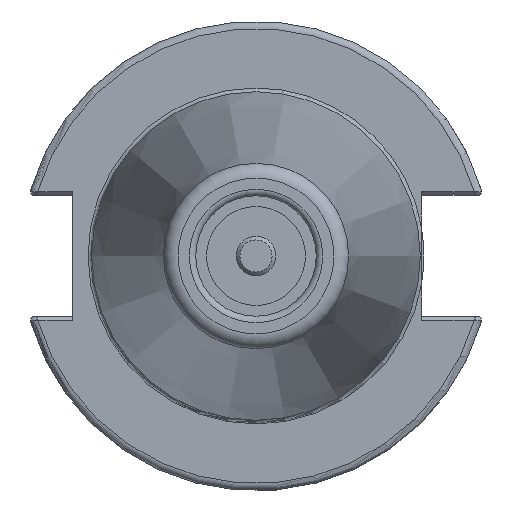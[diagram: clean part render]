
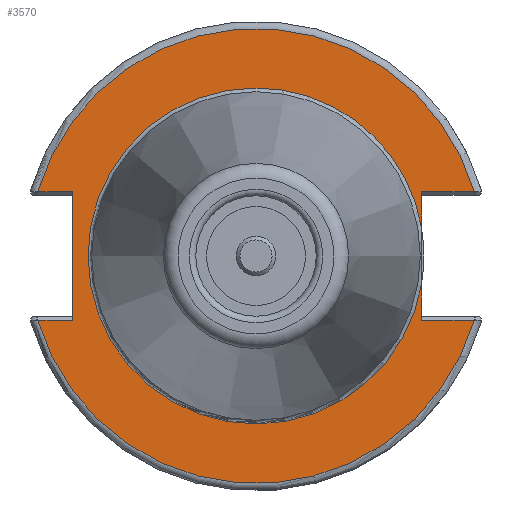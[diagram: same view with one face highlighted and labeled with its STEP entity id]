
A CAD part, left-side view. The second image highlights one B-rep face of the part: STEP entity #3570.
In plain terms, the highlighted planar face has unit normal (-1, 0, 0).
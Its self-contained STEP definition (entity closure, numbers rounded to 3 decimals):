
#116=PLANE('',#3876);
#273=LINE('',#5544,#573);
#275=LINE('',#5612,#575);
#276=LINE('',#5618,#576);
#277=LINE('',#5620,#577);
#278=LINE('',#5624,#578);
#279=LINE('',#5626,#579);
#280=LINE('',#5627,#580);
#573=VECTOR('',#4396,10.);
#575=VECTOR('',#4414,10.);
#576=VECTOR('',#4419,10.);
#577=VECTOR('',#4420,10.);
#578=VECTOR('',#4423,10.);
#579=VECTOR('',#4424,10.);
#580=VECTOR('',#4425,10.);
#907=FACE_OUTER_BOUND('',#1131,.T.);
#1131=EDGE_LOOP('',(#2665,#2666,#2667,#2668,#2669,#2670,#2671,#2672,#2673,
#2674,#2675));
#1426=CIRCLE('',#3875,30.775);
#1427=CIRCLE('',#3877,22.725);
#1428=CIRCLE('',#3878,22.725);
#1429=CIRCLE('',#3879,30.775);
#1617=VERTEX_POINT('',#5537);
#1620=VERTEX_POINT('',#5542);
#1626=VERTEX_POINT('',#5590);
#1628=VERTEX_POINT('',#5611);
#1629=VERTEX_POINT('',#5613);
#1630=VERTEX_POINT('',#5615);
#1631=VERTEX_POINT('',#5617);
#1632=VERTEX_POINT('',#5619);
#1633=VERTEX_POINT('',#5621);
#1634=VERTEX_POINT('',#5623);
#1635=VERTEX_POINT('',#5625);
#2001=EDGE_CURVE('',#1620,#1617,#273,.T.);
#2011=EDGE_CURVE('',#1617,#1626,#1426,.T.);
#2014=EDGE_CURVE('',#1620,#1628,#275,.T.);
#2015=EDGE_CURVE('',#1628,#1629,#1427,.T.);
#2016=EDGE_CURVE('',#1629,#1630,#1428,.T.);
#2017=EDGE_CURVE('',#1630,#1631,#276,.T.);
#2018=EDGE_CURVE('',#1632,#1631,#277,.T.);
#2019=EDGE_CURVE('',#1633,#1632,#1429,.T.);
#2020=EDGE_CURVE('',#1634,#1633,#278,.T.);
#2021=EDGE_CURVE('',#1634,#1635,#279,.T.);
#2022=EDGE_CURVE('',#1626,#1635,#280,.T.);
#2665=ORIENTED_EDGE('',*,*,#2001,.F.);
#2666=ORIENTED_EDGE('',*,*,#2014,.T.);
#2667=ORIENTED_EDGE('',*,*,#2015,.T.);
#2668=ORIENTED_EDGE('',*,*,#2016,.T.);
#2669=ORIENTED_EDGE('',*,*,#2017,.T.);
#2670=ORIENTED_EDGE('',*,*,#2018,.F.);
#2671=ORIENTED_EDGE('',*,*,#2019,.F.);
#2672=ORIENTED_EDGE('',*,*,#2020,.F.);
#2673=ORIENTED_EDGE('',*,*,#2021,.T.);
#2674=ORIENTED_EDGE('',*,*,#2022,.F.);
#2675=ORIENTED_EDGE('',*,*,#2011,.F.);
#3570=ADVANCED_FACE('',(#907),#116,.T.);
#3875=AXIS2_PLACEMENT_3D('',#5591,#4410,#4411);
#3876=AXIS2_PLACEMENT_3D('',#5610,#4412,#4413);
#3877=AXIS2_PLACEMENT_3D('',#5614,#4415,#4416);
#3878=AXIS2_PLACEMENT_3D('',#5616,#4417,#4418);
#3879=AXIS2_PLACEMENT_3D('',#5622,#4421,#4422);
#4396=DIRECTION('',(0.,-1.,0.));
#4410=DIRECTION('center_axis',(1.,0.,0.));
#4411=DIRECTION('ref_axis',(0.,0.,-1.));
#4412=DIRECTION('center_axis',(-1.,0.,0.));
#4413=DIRECTION('ref_axis',(0.,0.,1.));
#4414=DIRECTION('',(0.,0.,1.));
#4415=DIRECTION('center_axis',(1.,0.,0.));
#4416=DIRECTION('ref_axis',(0.,0.,-1.));
#4417=DIRECTION('center_axis',(1.,0.,0.));
#4418=DIRECTION('ref_axis',(0.,0.,-1.));
#4419=DIRECTION('',(0.,0.,1.));
#4420=DIRECTION('',(0.,1.,0.));
#4421=DIRECTION('center_axis',(1.,0.,0.));
#4422=DIRECTION('ref_axis',(0.,0.,-1.));
#4423=DIRECTION('',(0.,1.,0.));
#4424=DIRECTION('',(0.,0.,-1.));
#4425=DIRECTION('',(0.,-1.,0.));
#5537=CARTESIAN_POINT('',(3.17,-29.523,-8.69));
#5542=CARTESIAN_POINT('',(3.17,-22.41,-8.69));
#5544=CARTESIAN_POINT('',(3.17,-4.878,-8.69));
#5590=CARTESIAN_POINT('',(3.17,29.523,-8.69));
#5591=CARTESIAN_POINT('Origin',(3.17,0.,0.));
#5610=CARTESIAN_POINT('Origin',(3.17,30.775,0.));
#5611=CARTESIAN_POINT('',(3.17,-22.41,-3.771));
#5612=CARTESIAN_POINT('',(3.17,-22.41,-4.095));
#5613=CARTESIAN_POINT('',(3.17,0.,22.725));
#5614=CARTESIAN_POINT('Origin',(3.17,0.,
0.));
#5615=CARTESIAN_POINT('',(3.17,-22.41,3.771));
#5616=CARTESIAN_POINT('Origin',(3.17,0.,
0.));
#5617=CARTESIAN_POINT('',(3.17,-22.41,8.69));
#5618=CARTESIAN_POINT('',(3.17,-22.41,-4.095));
#5619=CARTESIAN_POINT('',(3.17,-29.523,8.69));
#5620=CARTESIAN_POINT('',(3.17,4.182,8.69));
#5621=CARTESIAN_POINT('',(3.17,29.523,8.69));
#5622=CARTESIAN_POINT('Origin',(3.17,0.,0.));
#5623=CARTESIAN_POINT('',(3.17,24.8,8.69));
#5624=CARTESIAN_POINT('',(3.17,32.958,8.69));
#5625=CARTESIAN_POINT('',(3.17,24.8,-8.69));
#5626=CARTESIAN_POINT('',(3.17,24.8,4.095));
#5627=CARTESIAN_POINT('',(3.17,27.788,-8.69));
